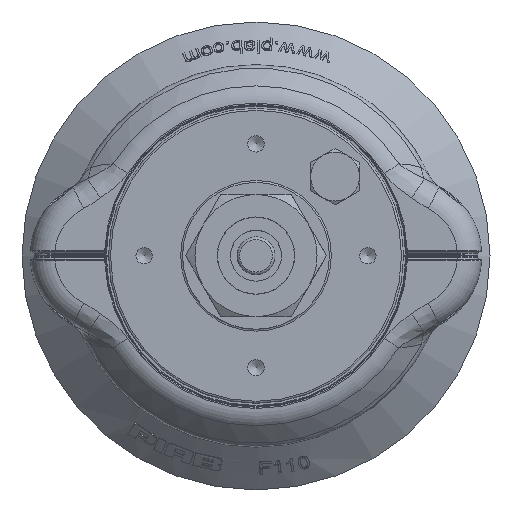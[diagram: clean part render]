
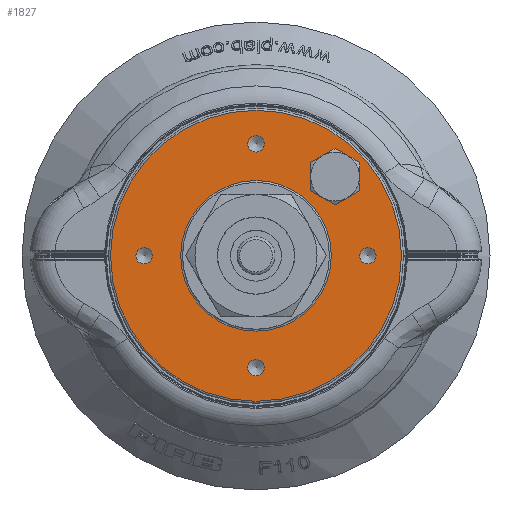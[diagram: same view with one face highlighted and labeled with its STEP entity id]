
A CAD part, top view. The second image highlights one B-rep face of the part: STEP entity #1827.
In plain terms, the highlighted planar face has unit normal (0, 0, 1).
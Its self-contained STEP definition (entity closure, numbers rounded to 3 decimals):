
#1827 = ADVANCED_FACE( '', ( #3574, #3575, #3576, #3577, #3578, #3579, #3580 ), #3581, .F. );
#3574 = FACE_BOUND( '', #15159, .T. );
#3575 = FACE_OUTER_BOUND( '', #15160, .T. );
#3576 = FACE_BOUND( '', #15161, .T. );
#3577 = FACE_BOUND( '', #15162, .T. );
#3578 = FACE_BOUND( '', #15163, .T. );
#3579 = FACE_BOUND( '', #15164, .T. );
#3580 = FACE_BOUND( '', #15165, .T. );
#3581 = PLANE( '', #15166 );
#15159 = EDGE_LOOP( '', ( #20164 ) );
#15160 = EDGE_LOOP( '', ( #20165 ) );
#15161 = EDGE_LOOP( '', ( #20166 ) );
#15162 = EDGE_LOOP( '', ( #20167 ) );
#15163 = EDGE_LOOP( '', ( #20168 ) );
#15164 = EDGE_LOOP( '', ( #20169 ) );
#15165 = EDGE_LOOP( '', ( #20170 ) );
#15166 = AXIS2_PLACEMENT_3D( '', #20171, #20172, #20173 );
#20164 = ORIENTED_EDGE( '', *, *, #23987, .T. );
#20165 = ORIENTED_EDGE( '', *, *, #24063, .T. );
#20166 = ORIENTED_EDGE( '', *, *, #24438, .T. );
#20167 = ORIENTED_EDGE( '', *, *, #23040, .T. );
#20168 = ORIENTED_EDGE( '', *, *, #24515, .T. );
#20169 = ORIENTED_EDGE( '', *, *, #23926, .T. );
#20170 = ORIENTED_EDGE( '', *, *, #24024, .T. );
#20171 = CARTESIAN_POINT( '', ( 0., 0., -7. ) );
#20172 = DIRECTION( '', ( 0., 0., -1. ) );
#20173 = DIRECTION( '', ( -1., 0., 0. ) );
#23040 = EDGE_CURVE( '', #27714, #27714, #27715, .T. );
#23926 = EDGE_CURVE( '', #29112, #29112, #29113, .T. );
#23987 = EDGE_CURVE( '', #29194, #29194, #29195, .T. );
#24024 = EDGE_CURVE( '', #29242, #29242, #29243, .T. );
#24063 = EDGE_CURVE( '', #29288, #29288, #29289, .F. );
#24438 = EDGE_CURVE( '', #29727, #29727, #29728, .T. );
#24515 = EDGE_CURVE( '', #29810, #29810, #29811, .T. );
#27714 = VERTEX_POINT( '', #30718 );
#27715 = CIRCLE( '', #30719, 2. );
#29112 = VERTEX_POINT( '', #36397 );
#29113 = CIRCLE( '', #36398, 2. );
#29194 = VERTEX_POINT( '', #36642 );
#29195 = CIRCLE( '', #36643, 5.1 );
#29242 = VERTEX_POINT( '', #36779 );
#29243 = CIRCLE( '', #36780, 2. );
#29288 = VERTEX_POINT( '', #36865 );
#29289 = CIRCLE( '', #36866, 35.75 );
#29727 = VERTEX_POINT( '', #38204 );
#29728 = CIRCLE( '', #38205, 18.5 );
#29810 = VERTEX_POINT( '', #38403 );
#29811 = CIRCLE( '', #38404, 2. );
#30718 = CARTESIAN_POINT( '', ( 0., -29.5, -7. ) );
#30719 = AXIS2_PLACEMENT_3D( '', #39893, #39894, #39895 );
#36397 = CARTESIAN_POINT( '', ( 27.5, -2., -7. ) );
#36398 = AXIS2_PLACEMENT_3D( '', #41135, #41136, #41137 );
#36642 = CARTESIAN_POINT( '', ( 19.445, 24.545, -7. ) );
#36643 = AXIS2_PLACEMENT_3D( '', #41233, #41234, #41235 );
#36779 = CARTESIAN_POINT( '', ( -27.5, -2., -7. ) );
#36780 = AXIS2_PLACEMENT_3D( '', #41284, #41285, #41286 );
#36865 = CARTESIAN_POINT( '', ( -35.75, 0., -7. ) );
#36866 = AXIS2_PLACEMENT_3D( '', #41321, #41322, #41323 );
#38204 = CARTESIAN_POINT( '', ( -18.5, 0., -7. ) );
#38205 = AXIS2_PLACEMENT_3D( '', #41698, #41699, #41700 );
#38403 = CARTESIAN_POINT( '', ( 0., 25.5, -7. ) );
#38404 = AXIS2_PLACEMENT_3D( '', #41736, #41737, #41738 );
#39893 = CARTESIAN_POINT( '', ( 0., -27.5, -7. ) );
#39894 = DIRECTION( '', ( 0., 0., -1. ) );
#39895 = DIRECTION( '', ( 0., -1., 0. ) );
#41135 = CARTESIAN_POINT( '', ( 27.5, 0., -7. ) );
#41136 = DIRECTION( '', ( 0., 0., -1. ) );
#41137 = DIRECTION( '', ( 0., -1., 0. ) );
#41233 = CARTESIAN_POINT( '', ( 19.445, 19.445, -7. ) );
#41234 = DIRECTION( '', ( 0., 0., -1. ) );
#41235 = DIRECTION( '', ( 0., 1., 0. ) );
#41284 = CARTESIAN_POINT( '', ( -27.5, 0., -7. ) );
#41285 = DIRECTION( '', ( 0., 0., -1. ) );
#41286 = DIRECTION( '', ( 0., -1., 0. ) );
#41321 = CARTESIAN_POINT( '', ( 0., 0., -7. ) );
#41322 = DIRECTION( '', ( 0., 0., -1. ) );
#41323 = DIRECTION( '', ( -1., 0., 0. ) );
#41698 = CARTESIAN_POINT( '', ( 0., 0., -7. ) );
#41699 = DIRECTION( '', ( 0., 0., -1. ) );
#41700 = DIRECTION( '', ( -1., 0., 0. ) );
#41736 = CARTESIAN_POINT( '', ( 0., 27.5, -7. ) );
#41737 = DIRECTION( '', ( 0., 0., -1. ) );
#41738 = DIRECTION( '', ( 0., -1., 0. ) );
